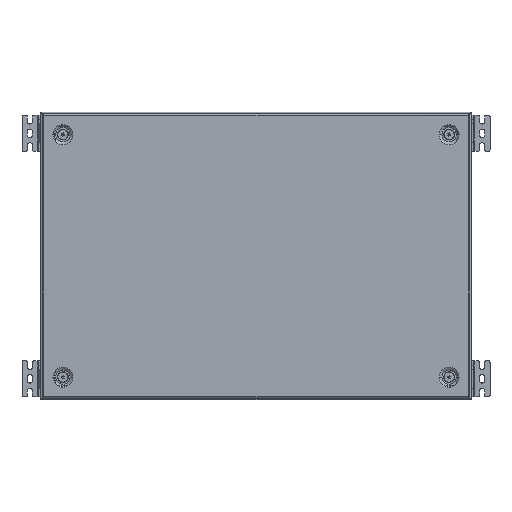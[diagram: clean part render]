
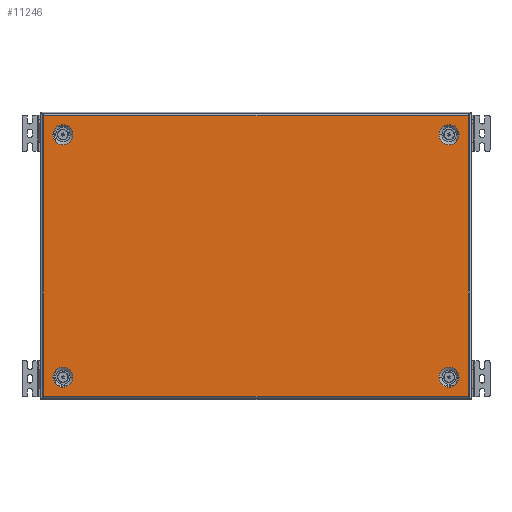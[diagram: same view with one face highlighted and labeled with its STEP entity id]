
A CAD part, top view. The second image highlights one B-rep face of the part: STEP entity #11246.
In plain terms, the highlighted planar face has unit normal (0, 0, 1).
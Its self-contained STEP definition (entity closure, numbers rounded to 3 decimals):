
#495 = LINE ( 'NONE', #17452, #5871 ) ;
#681 = DIRECTION ( 'NONE',  ( 1., 0., 0. ) ) ;
#682 = LINE ( 'NONE', #2892, #3571 ) ;
#1192 = DIRECTION ( 'NONE',  ( -1., 0., 0. ) ) ;
#1607 = EDGE_CURVE ( 'NONE', #18619, #3720, #3024, .T. ) ;
#1751 = FACE_BOUND ( 'NONE', #27281, .T. ) ;
#1841 = CARTESIAN_POINT ( 'NONE',  ( 295.4, -195.5, 0. ) ) ;
#1865 = VERTEX_POINT ( 'NONE', #8697 ) ;
#1894 = CARTESIAN_POINT ( 'NONE',  ( -283., 169., 0. ) ) ;
#2154 = VERTEX_POINT ( 'NONE', #22815 ) ;
#2180 = EDGE_CURVE ( 'NONE', #23767, #8020, #15297, .T. ) ;
#2283 = DIRECTION ( 'NONE',  ( 1., 0., 0. ) ) ;
#2594 = VERTEX_POINT ( 'NONE', #14310 ) ;
#2797 = CARTESIAN_POINT ( 'NONE',  ( 297.5, -195.5, 0. ) ) ;
#2798 = DIRECTION ( 'NONE',  ( -1., 0., 0. ) ) ;
#2892 = CARTESIAN_POINT ( 'NONE',  ( -297.5, 195.5, 0. ) ) ;
#3024 = LINE ( 'NONE', #9571, #23709 ) ;
#3053 = CARTESIAN_POINT ( 'NONE',  ( 295.793, 195.5, 0. ) ) ;
#3067 = CARTESIAN_POINT ( 'NONE',  ( -269., -169., 0. ) ) ;
#3550 = VERTEX_POINT ( 'NONE', #8850 ) ;
#3571 = VECTOR ( 'NONE', #11106, 1000. ) ;
#3720 = VERTEX_POINT ( 'NONE', #1841 ) ;
#4002 = CIRCLE ( 'NONE', #15555, 14. ) ;
#4056 = EDGE_CURVE ( 'NONE', #18915, #11369, #23312, .T. ) ;
#4198 = CARTESIAN_POINT ( 'NONE',  ( 269., 169., 0. ) ) ;
#4302 = CARTESIAN_POINT ( 'NONE',  ( 295.5, -195.5, 0. ) ) ;
#5246 = DIRECTION ( 'NONE',  ( 1., 0., 0. ) ) ;
#5405 = CARTESIAN_POINT ( 'NONE',  ( 295.5, -195.793, 0. ) ) ;
#5461 = DIRECTION ( 'NONE',  ( 1., 0., 0. ) ) ;
#5588 = CARTESIAN_POINT ( 'NONE',  ( -269., 169., 0. ) ) ;
#5871 = VECTOR ( 'NONE', #25928, 1000. ) ;
#6063 = VECTOR ( 'NONE', #15845, 1000. ) ;
#6313 = CARTESIAN_POINT ( 'NONE',  ( 283., 169., 0. ) ) ;
#6735 = CARTESIAN_POINT ( 'NONE',  ( 269., 169., 0. ) ) ;
#6837 = ORIENTED_EDGE ( 'NONE', *, *, #26703, .T. ) ;
#6922 = ORIENTED_EDGE ( 'NONE', *, *, #21661, .T. ) ;
#6961 = LINE ( 'NONE', #2797, #12945 ) ;
#7242 = DIRECTION ( 'NONE',  ( 0., 0., 1. ) ) ;
#7448 = ORIENTED_EDGE ( 'NONE', *, *, #11677, .F. ) ;
#7549 = DIRECTION ( 'NONE',  ( 0., 0., 1. ) ) ;
#8020 = VERTEX_POINT ( 'NONE', #1894 ) ;
#8159 = DIRECTION ( 'NONE',  ( 1., 0., 0. ) ) ;
#8178 = VERTEX_POINT ( 'NONE', #21480 ) ;
#8400 = CARTESIAN_POINT ( 'NONE',  ( -255., -169., 0. ) ) ;
#8426 = CARTESIAN_POINT ( 'NONE',  ( -255., 169., 0. ) ) ;
#8506 = LINE ( 'NONE', #10334, #9599 ) ;
#8539 = DIRECTION ( 'NONE',  ( 0., 0., 1. ) ) ;
#8642 = ORIENTED_EDGE ( 'NONE', *, *, #22583, .F. ) ;
#8697 = CARTESIAN_POINT ( 'NONE',  ( -295.5, -195.5, 0. ) ) ;
#8737 = EDGE_CURVE ( 'NONE', #2154, #8783, #17191, .T. ) ;
#8783 = VERTEX_POINT ( 'NONE', #9418 ) ;
#8850 = CARTESIAN_POINT ( 'NONE',  ( 295.5, 195.5, 0. ) ) ;
#9333 = ORIENTED_EDGE ( 'NONE', *, *, #1607, .T. ) ;
#9418 = CARTESIAN_POINT ( 'NONE',  ( 283., -169., 0. ) ) ;
#9564 = CARTESIAN_POINT ( 'NONE',  ( 269., -169., 0. ) ) ;
#9571 = CARTESIAN_POINT ( 'NONE',  ( -295.793, -195.5, 0. ) ) ;
#9599 = VECTOR ( 'NONE', #12845, 1000. ) ;
#10093 = EDGE_LOOP ( 'NONE', ( #26975, #13463 ) ) ;
#10230 = FACE_BOUND ( 'NONE', #10093, .T. ) ;
#10334 = CARTESIAN_POINT ( 'NONE',  ( 295.793, 195.5, 0. ) ) ;
#10541 = EDGE_CURVE ( 'NONE', #3550, #8178, #22244, .T. ) ;
#10764 = ORIENTED_EDGE ( 'NONE', *, *, #2180, .F. ) ;
#10774 = CARTESIAN_POINT ( 'NONE',  ( 0., 0., 0. ) ) ;
#10871 = DIRECTION ( 'NONE',  ( 1., 0., 0. ) ) ;
#11106 = DIRECTION ( 'NONE',  ( 1., 0., 0. ) ) ;
#11142 = DIRECTION ( 'NONE',  ( -1., 0., 0. ) ) ;
#11200 = ORIENTED_EDGE ( 'NONE', *, *, #12779, .F. ) ;
#11246 = ADVANCED_FACE ( 'NONE', ( #16366, #22867, #1751, #10230, #18690 ), #27184, .T. ) ;
#11369 = VERTEX_POINT ( 'NONE', #8400 ) ;
#11537 = LINE ( 'NONE', #5405, #6063 ) ;
#11677 = EDGE_CURVE ( 'NONE', #16039, #2594, #24431, .T. ) ;
#11801 = AXIS2_PLACEMENT_3D ( 'NONE', #3067, #7242, #2798 ) ;
#12132 = AXIS2_PLACEMENT_3D ( 'NONE', #6735, #13701, #1192 ) ;
#12628 = VERTEX_POINT ( 'NONE', #26377 ) ;
#12779 = EDGE_CURVE ( 'NONE', #12628, #26370, #682, .T. ) ;
#12845 = DIRECTION ( 'NONE',  ( -1., 0., 0. ) ) ;
#12909 = EDGE_LOOP ( 'NONE', ( #18393, #24735, #11200, #26393, #6837, #9333, #25566, #6922 ) ) ;
#12945 = VECTOR ( 'NONE', #10871, 1000. ) ;
#13357 = VERTEX_POINT ( 'NONE', #4302 ) ;
#13434 = CIRCLE ( 'NONE', #25850, 14. ) ;
#13463 = ORIENTED_EDGE ( 'NONE', *, *, #26136, .F. ) ;
#13701 = DIRECTION ( 'NONE',  ( 0., 0., 1. ) ) ;
#14310 = CARTESIAN_POINT ( 'NONE',  ( 255., 169., 0. ) ) ;
#14380 = ORIENTED_EDGE ( 'NONE', *, *, #14877, .F. ) ;
#14415 = EDGE_CURVE ( 'NONE', #2594, #16039, #18706, .T. ) ;
#14453 = EDGE_LOOP ( 'NONE', ( #14380, #10764 ) ) ;
#14521 = AXIS2_PLACEMENT_3D ( 'NONE', #9564, #15967, #5246 ) ;
#14877 = EDGE_CURVE ( 'NONE', #8020, #23767, #13434, .T. ) ;
#14975 = DIRECTION ( 'NONE',  ( 0., 0., 1. ) ) ;
#15297 = CIRCLE ( 'NONE', #16199, 14. ) ;
#15491 = DIRECTION ( 'NONE',  ( 1., 0., 0. ) ) ;
#15555 = AXIS2_PLACEMENT_3D ( 'NONE', #15997, #15852, #18065 ) ;
#15845 = DIRECTION ( 'NONE',  ( 0., 1., 0. ) ) ;
#15852 = DIRECTION ( 'NONE',  ( 0., 0., 1. ) ) ;
#15967 = DIRECTION ( 'NONE',  ( 0., 0., 1. ) ) ;
#15997 = CARTESIAN_POINT ( 'NONE',  ( -269., -169., 0. ) ) ;
#16039 = VERTEX_POINT ( 'NONE', #6313 ) ;
#16199 = AXIS2_PLACEMENT_3D ( 'NONE', #20337, #7549, #5461 ) ;
#16227 = EDGE_CURVE ( 'NONE', #12628, #1865, #495, .T. ) ;
#16291 = CIRCLE ( 'NONE', #23890, 14. ) ;
#16366 = FACE_OUTER_BOUND ( 'NONE', #12909, .T. ) ;
#17004 = DIRECTION ( 'NONE',  ( 0., 0., 1. ) ) ;
#17061 = CARTESIAN_POINT ( 'NONE',  ( 269., -169., 0. ) ) ;
#17169 = CARTESIAN_POINT ( 'NONE',  ( -295.4, -195.5, 0. ) ) ;
#17191 = CIRCLE ( 'NONE', #14521, 14. ) ;
#17452 = CARTESIAN_POINT ( 'NONE',  ( -295.5, 195.793, 0. ) ) ;
#17914 = EDGE_LOOP ( 'NONE', ( #8642, #23450 ) ) ;
#18065 = DIRECTION ( 'NONE',  ( -1., 0., 0. ) ) ;
#18393 = ORIENTED_EDGE ( 'NONE', *, *, #10541, .T. ) ;
#18619 = VERTEX_POINT ( 'NONE', #17169 ) ;
#18690 = FACE_BOUND ( 'NONE', #14453, .T. ) ;
#18706 = CIRCLE ( 'NONE', #12132, 14. ) ;
#18915 = VERTEX_POINT ( 'NONE', #21261 ) ;
#19495 = AXIS2_PLACEMENT_3D ( 'NONE', #10774, #8539, #2283 ) ;
#19635 = CARTESIAN_POINT ( 'NONE',  ( -295.793, -195.5, 0. ) ) ;
#19978 = AXIS2_PLACEMENT_3D ( 'NONE', #4198, #17004, #23532 ) ;
#20325 = DIRECTION ( 'NONE',  ( 1., 0., 0. ) ) ;
#20337 = CARTESIAN_POINT ( 'NONE',  ( -269., 169., 0. ) ) ;
#20507 = CARTESIAN_POINT ( 'NONE',  ( -295.4, 195.5, 0. ) ) ;
#20660 = EDGE_CURVE ( 'NONE', #8178, #26370, #8506, .T. ) ;
#21261 = CARTESIAN_POINT ( 'NONE',  ( -283., -169., 0. ) ) ;
#21480 = CARTESIAN_POINT ( 'NONE',  ( 295.4, 195.5, 0. ) ) ;
#21661 = EDGE_CURVE ( 'NONE', #13357, #3550, #11537, .T. ) ;
#22244 = LINE ( 'NONE', #3053, #26164 ) ;
#22583 = EDGE_CURVE ( 'NONE', #8783, #2154, #16291, .T. ) ;
#22815 = CARTESIAN_POINT ( 'NONE',  ( 255., -169., 0. ) ) ;
#22867 = FACE_BOUND ( 'NONE', #17914, .T. ) ;
#23312 = CIRCLE ( 'NONE', #11801, 14. ) ;
#23450 = ORIENTED_EDGE ( 'NONE', *, *, #8737, .F. ) ;
#23532 = DIRECTION ( 'NONE',  ( -1., 0., 0. ) ) ;
#23709 = VECTOR ( 'NONE', #681, 1000. ) ;
#23767 = VERTEX_POINT ( 'NONE', #8426 ) ;
#23890 = AXIS2_PLACEMENT_3D ( 'NONE', #17061, #14975, #8159 ) ;
#24019 = VECTOR ( 'NONE', #15491, 1000. ) ;
#24431 = CIRCLE ( 'NONE', #19978, 14. ) ;
#24735 = ORIENTED_EDGE ( 'NONE', *, *, #20660, .T. ) ;
#24785 = DIRECTION ( 'NONE',  ( 0., 0., 1. ) ) ;
#25566 = ORIENTED_EDGE ( 'NONE', *, *, #27094, .T. ) ;
#25770 = LINE ( 'NONE', #19635, #24019 ) ;
#25850 = AXIS2_PLACEMENT_3D ( 'NONE', #5588, #24785, #20325 ) ;
#25928 = DIRECTION ( 'NONE',  ( 0., -1., 0. ) ) ;
#26136 = EDGE_CURVE ( 'NONE', #11369, #18915, #4002, .T. ) ;
#26164 = VECTOR ( 'NONE', #11142, 1000. ) ;
#26370 = VERTEX_POINT ( 'NONE', #20507 ) ;
#26377 = CARTESIAN_POINT ( 'NONE',  ( -295.5, 195.5, 0. ) ) ;
#26393 = ORIENTED_EDGE ( 'NONE', *, *, #16227, .T. ) ;
#26703 = EDGE_CURVE ( 'NONE', #1865, #18619, #25770, .T. ) ;
#26975 = ORIENTED_EDGE ( 'NONE', *, *, #4056, .F. ) ;
#27094 = EDGE_CURVE ( 'NONE', #3720, #13357, #6961, .T. ) ;
#27184 = PLANE ( 'NONE',  #19495 ) ;
#27281 = EDGE_LOOP ( 'NONE', ( #7448, #27350 ) ) ;
#27350 = ORIENTED_EDGE ( 'NONE', *, *, #14415, .F. ) ;
